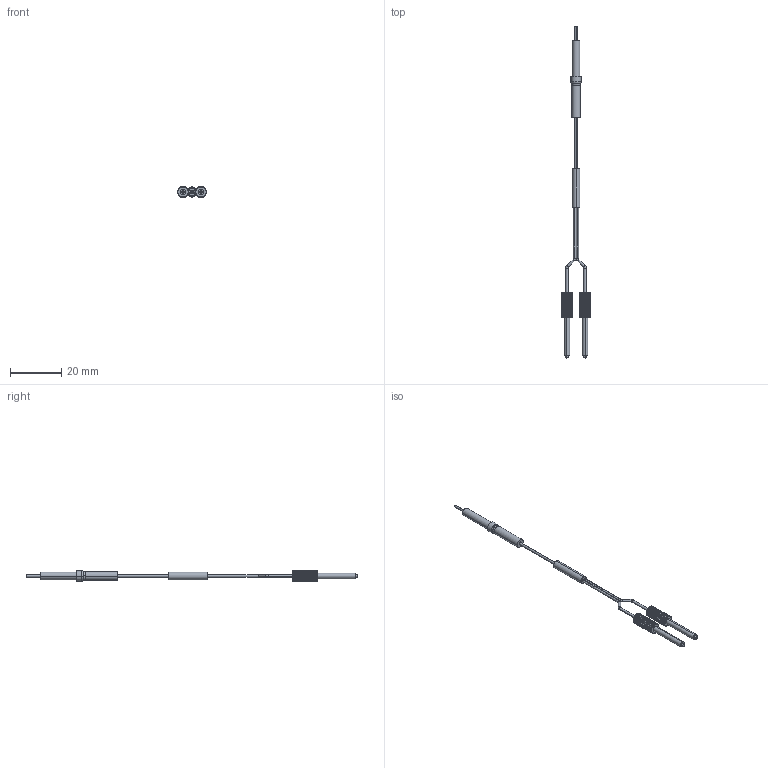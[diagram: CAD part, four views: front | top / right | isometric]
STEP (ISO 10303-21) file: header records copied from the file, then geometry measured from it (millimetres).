
FILE_DESCRIPTION((''),'2;1');
FILE_NAME('PD-G45Y_ASM','2018-01-23T',('Gavin'),(''),'PRO/ENGINEER BY PARAMETRIC TECHNOLOGY CORPORATION, 2009440','PRO/ENGINEER BY PARAMETRIC TECHNOLOGY CORPORATION, 2009440','');
FILE_SCHEMA(('CONFIG_CONTROL_DESIGN'));
Length unit declared in the file: millimetre
Products named in the file (2): PRT0001; PD-G45Y_ASM
Assembly tree (1 placements, depth 2):
  PD-G45Y_ASM
    PRT0001
Bounding box: 11.26 x 129.1 x 4.3 mm (x, y, z)
Volume: 798 mm3; surface area: 1491.6 mm2
Topology: 2 solids, 2 shells, 212 faces, 572 edges, 375 vertices
Faces by surface type: cylinder 144, extrusion 36, plane 18, torus 10, bspline 2, sphere 2
Entity records: 7160 total; most frequent: CARTESIAN_POINT 1625, DIRECTION 1194, ORIENTED_EDGE 1144, EDGE_CURVE 572, AXIS2_PLACEMENT_3D 489, VERTEX_POINT 375, CIRCLE 310, EDGE_LOOP 225
